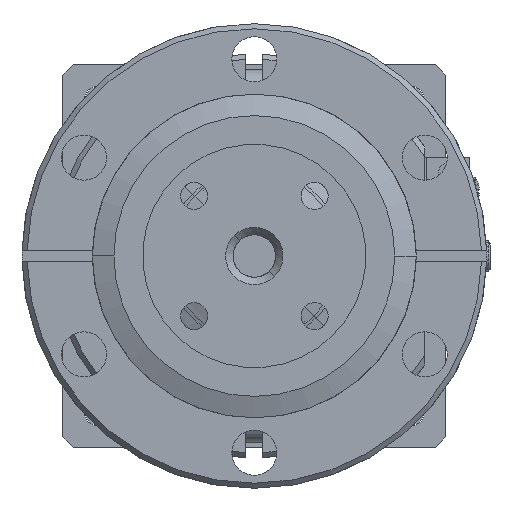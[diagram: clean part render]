
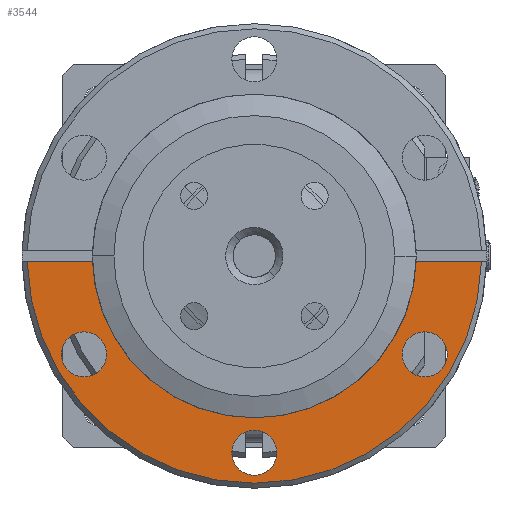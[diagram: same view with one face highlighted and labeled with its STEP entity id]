
A CAD part, front view. The second image highlights one B-rep face of the part: STEP entity #3544.
In plain terms, the highlighted planar face has unit normal (0, -1, 0).
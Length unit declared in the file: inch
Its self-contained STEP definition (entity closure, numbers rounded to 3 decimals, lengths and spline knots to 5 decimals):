
#887 = LINE ( 'NONE', #6923, #900 ) ;
#889 = VECTOR ( 'NONE', #6924, 39.37008 ) ;
#895 = CIRCLE ( 'NONE', #13752, 1.335 ) ;
#896 = CIRCLE ( 'NONE', #13760, 0.1325 ) ;
#897 = CIRCLE ( 'NONE', #13761, 0.1325 ) ;
#898 = LINE ( 'NONE', #6906, #889 ) ;
#899 = CIRCLE ( 'NONE', #13762, 0.1325 ) ;
#900 = VECTOR ( 'NONE', #6926, 39.37008 ) ;
#1252 = VERTEX_POINT ( 'NONE', #16148 ) ;
#1253 = VERTEX_POINT ( 'NONE', #16149 ) ;
#1256 = VERTEX_POINT ( 'NONE', #16152 ) ;
#1257 = VERTEX_POINT ( 'NONE', #16153 ) ;
#1260 = VERTEX_POINT ( 'NONE', #16156 ) ;
#1261 = VERTEX_POINT ( 'NONE', #16157 ) ;
#1266 = VERTEX_POINT ( 'NONE', #16162 ) ;
#1267 = VERTEX_POINT ( 'NONE', #16163 ) ;
#1292 = VERTEX_POINT ( 'NONE', #16188 ) ;
#1293 = VERTEX_POINT ( 'NONE', #16189 ) ;
#1915 = EDGE_CURVE ( 'NONE', #1292, #1293, #895, .T. ) ;
#1916 = EDGE_CURVE ( 'NONE', #1261, #1260, #896, .T. ) ;
#1917 = EDGE_CURVE ( 'NONE', #1253, #1252, #897, .T. ) ;
#1918 = EDGE_CURVE ( 'NONE', #1257, #1256, #899, .T. ) ;
#1919 = EDGE_CURVE ( 'NONE', #1292, #1266, #898, .T. ) ;
#1920 = EDGE_CURVE ( 'NONE', #1267, #1293, #887, .T. ) ;
#2457 = ORIENTED_EDGE ( 'NONE', *, *, #2959, .F. ) ;
#2463 = ORIENTED_EDGE ( 'NONE', *, *, #1919, .F. ) ;
#2468 = ORIENTED_EDGE ( 'NONE', *, *, #1917, .F. ) ;
#2545 = ORIENTED_EDGE ( 'NONE', *, *, #2946, .F. ) ;
#2946 = EDGE_CURVE ( 'NONE', #1252, #1253, #21627, .T. ) ;
#2947 = EDGE_CURVE ( 'NONE', #1256, #1257, #21629, .T. ) ;
#2951 = EDGE_CURVE ( 'NONE', #1260, #1261, #21635, .T. ) ;
#2959 = EDGE_CURVE ( 'NONE', #1266, #1267, #21647, .T. ) ;
#3544 = ADVANCED_FACE ( 'NONE', ( #9579, #9573, #9588, #9590 ), #11535, .F. ) ;
#5109 = EDGE_LOOP ( 'NONE', ( #32900, #32910 ) ) ;
#5113 = EDGE_LOOP ( 'NONE', ( #32890, #32912 ) ) ;
#5114 = EDGE_LOOP ( 'NONE', ( #32892, #32902, #2457, #2463 ) ) ;
#5691 = EDGE_LOOP ( 'NONE', ( #2468, #2545 ) ) ;
#6906 = CARTESIAN_POINT ( 'NONE',  ( -1.38335, 0.5, -0.03 ) ) ;
#6911 = CARTESIAN_POINT ( 'NONE',  ( 0., 0.5, 0. ) ) ;
#6912 = DIRECTION ( 'NONE',  ( 0., -1., 0. ) ) ;
#6913 = DIRECTION ( 'NONE',  ( -1., 0., 0. ) ) ;
#6914 = CARTESIAN_POINT ( 'NONE',  ( 0., 0.5, -1.156 ) ) ;
#6915 = DIRECTION ( 'NONE',  ( 0., -1., 0. ) ) ;
#6916 = DIRECTION ( 'NONE',  ( 0., 0., 1. ) ) ;
#6917 = CARTESIAN_POINT ( 'NONE',  ( 1.00113, 0.5, -0.578 ) ) ;
#6918 = DIRECTION ( 'NONE',  ( 0., -1., 0. ) ) ;
#6919 = DIRECTION ( 'NONE',  ( 0., 0., 1. ) ) ;
#6920 = CARTESIAN_POINT ( 'NONE',  ( -1.00113, 0.5, -0.578 ) ) ;
#6921 = DIRECTION ( 'NONE',  ( 0., -1., 0. ) ) ;
#6922 = DIRECTION ( 'NONE',  ( 0., 0., 1. ) ) ;
#6923 = CARTESIAN_POINT ( 'NONE',  ( 1.38335, 0.5, -0.03 ) ) ;
#6924 = DIRECTION ( 'NONE',  ( 1., 0., 0. ) ) ;
#6926 = DIRECTION ( 'NONE',  ( 1., 0., 0. ) ) ;
#9573 = FACE_BOUND ( 'NONE', #5113, .T. ) ;
#9579 = FACE_BOUND ( 'NONE', #5109, .T. ) ;
#9588 = FACE_OUTER_BOUND ( 'NONE', #5114, .T. ) ;
#9590 = FACE_BOUND ( 'NONE', #5691, .T. ) ;
#11535 = PLANE ( 'NONE',  #29463 ) ;
#11539 = CARTESIAN_POINT ( 'NONE',  ( -1.365, 0.5, 0. ) ) ;
#11548 = DIRECTION ( 'NONE',  ( 0., 1., 0. ) ) ;
#11549 = DIRECTION ( 'NONE',  ( -1., 0., 0. ) ) ;
#13752 = AXIS2_PLACEMENT_3D ( 'NONE', #6911, #6912, #6913 ) ;
#13760 = AXIS2_PLACEMENT_3D ( 'NONE', #6914, #6915, #6916 ) ;
#13761 = AXIS2_PLACEMENT_3D ( 'NONE', #6917, #6918, #6919 ) ;
#13762 = AXIS2_PLACEMENT_3D ( 'NONE', #6920, #6921, #6922 ) ;
#13969 = AXIS2_PLACEMENT_3D ( 'NONE', #22318, #22319, #22320 ) ;
#13973 = AXIS2_PLACEMENT_3D ( 'NONE', #22321, #22322, #22323 ) ;
#13978 = AXIS2_PLACEMENT_3D ( 'NONE', #22315, #22332, #22333 ) ;
#13982 = AXIS2_PLACEMENT_3D ( 'NONE', #22341, #22352, #22353 ) ;
#16148 = CARTESIAN_POINT ( 'NONE',  ( 1.00113, 0.5, -0.7105 ) ) ;
#16149 = CARTESIAN_POINT ( 'NONE',  ( 1.00113, 0.5, -0.4455 ) ) ;
#16152 = CARTESIAN_POINT ( 'NONE',  ( -1.00113, 0.5, -0.7105 ) ) ;
#16153 = CARTESIAN_POINT ( 'NONE',  ( -1.00113, 0.5, -0.4455 ) ) ;
#16156 = CARTESIAN_POINT ( 'NONE',  ( 0., 0.5, -1.2885 ) ) ;
#16157 = CARTESIAN_POINT ( 'NONE',  ( 0., 0.5, -1.0235 ) ) ;
#16162 = CARTESIAN_POINT ( 'NONE',  ( -0.95053, 0.5, -0.03 ) ) ;
#16163 = CARTESIAN_POINT ( 'NONE',  ( 0.95053, 0.5, -0.03 ) ) ;
#16188 = CARTESIAN_POINT ( 'NONE',  ( -1.33466, 0.5, -0.03 ) ) ;
#16189 = CARTESIAN_POINT ( 'NONE',  ( 1.33466, 0.5, -0.03 ) ) ;
#21627 = CIRCLE ( 'NONE', #13969, 0.1325 ) ;
#21629 = CIRCLE ( 'NONE', #13973, 0.1325 ) ;
#21635 = CIRCLE ( 'NONE', #13978, 0.1325 ) ;
#21647 = CIRCLE ( 'NONE', #13982, 0.951 ) ;
#22315 = CARTESIAN_POINT ( 'NONE',  ( 0., 0.5, -1.156 ) ) ;
#22318 = CARTESIAN_POINT ( 'NONE',  ( 1.00113, 0.5, -0.578 ) ) ;
#22319 = DIRECTION ( 'NONE',  ( 0., -1., 0. ) ) ;
#22320 = DIRECTION ( 'NONE',  ( 0., 0., 1. ) ) ;
#22321 = CARTESIAN_POINT ( 'NONE',  ( -1.00113, 0.5, -0.578 ) ) ;
#22322 = DIRECTION ( 'NONE',  ( 0., -1., 0. ) ) ;
#22323 = DIRECTION ( 'NONE',  ( 0., 0., 1. ) ) ;
#22332 = DIRECTION ( 'NONE',  ( 0., -1., 0. ) ) ;
#22333 = DIRECTION ( 'NONE',  ( 0., 0., 1. ) ) ;
#22341 = CARTESIAN_POINT ( 'NONE',  ( 0., 0.5, 0. ) ) ;
#22352 = DIRECTION ( 'NONE',  ( 0., -1., 0. ) ) ;
#22353 = DIRECTION ( 'NONE',  ( 1., 0., 0. ) ) ;
#29463 = AXIS2_PLACEMENT_3D ( 'NONE', #11539, #11548, #11549 ) ;
#32890 = ORIENTED_EDGE ( 'NONE', *, *, #1916, .F. ) ;
#32892 = ORIENTED_EDGE ( 'NONE', *, *, #1915, .T. ) ;
#32900 = ORIENTED_EDGE ( 'NONE', *, *, #1918, .F. ) ;
#32902 = ORIENTED_EDGE ( 'NONE', *, *, #1920, .F. ) ;
#32910 = ORIENTED_EDGE ( 'NONE', *, *, #2947, .F. ) ;
#32912 = ORIENTED_EDGE ( 'NONE', *, *, #2951, .F. ) ;
